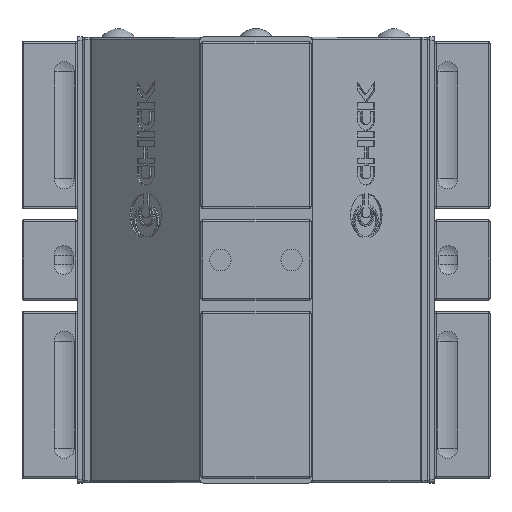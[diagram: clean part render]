
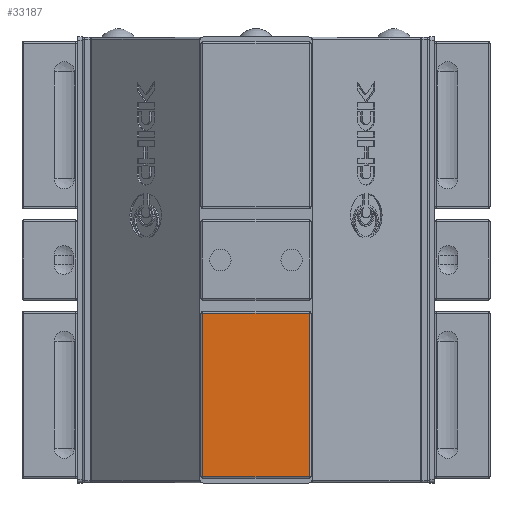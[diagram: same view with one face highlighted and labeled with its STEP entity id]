
A CAD part, front view. The second image highlights one B-rep face of the part: STEP entity #33187.
In plain terms, the highlighted face is planar.
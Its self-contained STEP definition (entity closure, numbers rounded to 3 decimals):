
#32484=CARTESIAN_POINT('',(-36.7,-23.9,0.0));
#32485=VERTEX_POINT('',#32484);
#32528=CARTESIAN_POINT('',(-36.7,23.9,0.0));
#32529=VERTEX_POINT('',#32528);
#32587=CARTESIAN_POINT('',(36.7,-23.9,0.0));
#32588=VERTEX_POINT('',#32587);
#32657=CARTESIAN_POINT('',(36.7,23.9,0.0));
#32658=VERTEX_POINT('',#32657);
#32873=CARTESIAN_POINT('',(36.7,23.9,0.0));
#32874=DIRECTION('',(-1.0,0.0,0.0));
#32875=VECTOR('',#32874,73.4);
#32876=LINE('',#32873,#32875);
#32877=EDGE_CURVE('',#32658,#32529,#32876,.T.);
#32895=CARTESIAN_POINT('',(36.7,-23.9,0.0));
#32896=DIRECTION('',(0.0,1.0,0.0));
#32897=VECTOR('',#32896,47.8);
#32898=LINE('',#32895,#32897);
#32899=EDGE_CURVE('',#32588,#32658,#32898,.T.);
#32961=CARTESIAN_POINT('',(-36.7,-23.9,0.0));
#32962=DIRECTION('',(1.0,0.0,0.0));
#32963=VECTOR('',#32962,73.4);
#32964=LINE('',#32961,#32963);
#32965=EDGE_CURVE('',#32485,#32588,#32964,.T.);
#33005=CARTESIAN_POINT('',(-36.7,23.9,0.0));
#33006=DIRECTION('',(0.0,-1.0,0.0));
#33007=VECTOR('',#33006,47.8);
#33008=LINE('',#33005,#33007);
#33009=EDGE_CURVE('',#32529,#32485,#33008,.T.);
#33176=CARTESIAN_POINT('',(0.0,0.0,0.0));
#33177=DIRECTION('',(0.0,0.0,1.0));
#33178=DIRECTION('',(1.0,0.0,0.0));
#33179=AXIS2_PLACEMENT_3D('',#33176,#33177,#33178);
#33180=PLANE('',#33179);
#33181=ORIENTED_EDGE('',*,*,#32877,.F.);
#33182=ORIENTED_EDGE('',*,*,#32899,.F.);
#33183=ORIENTED_EDGE('',*,*,#32965,.F.);
#33184=ORIENTED_EDGE('',*,*,#33009,.F.);
#33185=EDGE_LOOP('',(#33181,#33182,#33183,#33184));
#33186=FACE_OUTER_BOUND('',#33185,.T.);
#33187=ADVANCED_FACE('',(#33186),#33180,.F.);
